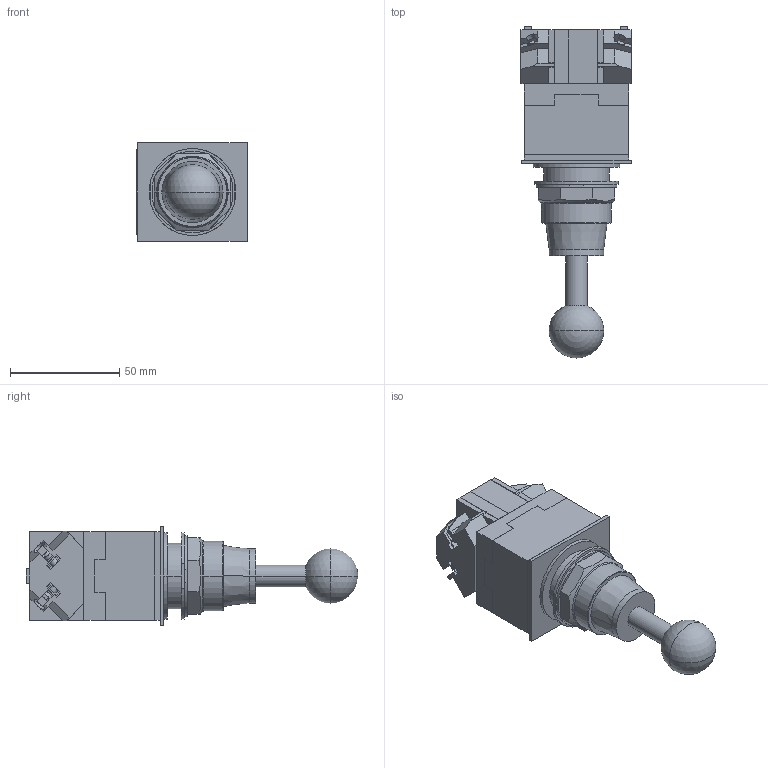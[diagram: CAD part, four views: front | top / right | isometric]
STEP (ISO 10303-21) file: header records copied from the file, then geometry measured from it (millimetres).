
FILE_DESCRIPTION((''),'2;1');
FILE_NAME('9001K71H7_ASM','2021-04-30T14:12:44',('SESA592305'),('Schneider-Electric'),'CREO PARAMETRIC BY PTC INC, 2019471','CREO PARAMETRIC BY PTC INC, 2019471','');
FILE_SCHEMA(('AP242_MANAGED_MODEL_BASED_3D_ENGINEERING_MIM_LF { 1 0 10303 442 1 1 4 }'));
Products named in the file (6): LUMP508; LUMP509; PRODUCT_ID_499_PRODUCT_DEFINITI_ASM; 9001K71_3D_ASM; 9001KA2_3D; 9001K71H7_ASM
Assembly tree (6 placements, depth 4):
  9001K71H7_ASM
    9001K71_3D_ASM
      PRODUCT_ID_499_PRODUCT_DEFINITI_ASM
        LUMP508
        LUMP509
    9001KA2_3D  x2
Bounding box: 50.39 x 152 x 45 mm (x, y, z)
Volume: 150813.1 mm3; surface area: 35677.7 mm2
Topology: 4 solids, 4 shells, 476 faces, 1326 edges, 863 vertices
Faces by surface type: plane 359, cylinder 97, cone 14, sphere 4, torus 2
Entity records: 95142 total; most frequent: CARTESIAN_POINT 82015, DIRECTION 1717, ORIENTED_EDGE 1574, POLYLINE 1386, EDGE_CURVE 787, PRESENTATION_STYLE_ASSIGNMENT 681, STYLED_ITEM 675, VECTOR 605
